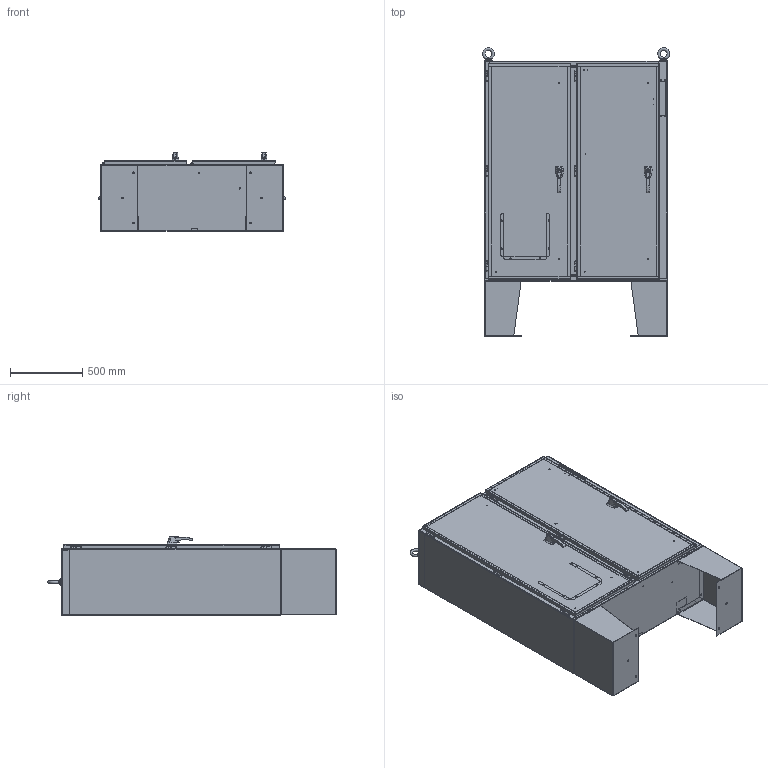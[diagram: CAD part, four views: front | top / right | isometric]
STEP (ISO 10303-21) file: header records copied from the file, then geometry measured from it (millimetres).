
FILE_DESCRIPTION (( 'STEP AP214' ), '1' );
FILE_NAME ('2UD605018FFTC.STEP', '2019-07-18T18:06:37', ( '' ), ( '' ), 'SwSTEP 2.0', 'SolidWorks 2018', '' );
FILE_SCHEMA (( 'AUTOMOTIVE_DESIGN' ));
Length unit declared in the file: inch
Products named in the file (1): 2UD605018FFTC
Bounding box: 1298.41 x 2001.38 x 545.22 mm (x, y, z)
Volume: 62693498.8 mm3; surface area: 22135001.6 mm2
Topology: 204 solids, 204 shells, 3153 faces, 7481 edges, 4807 vertices
Faces by surface type: plane 1855, cylinder 928, bspline 220, cone 139, torus 11
Full cylindrical faces by diameter (mm): 3.68 x4, 3.81 x4, 4.249 x2, 4.394 x2, 4.75 x5, 4.775 x4, 4.928 x1, 4.976 x11, 4.978 x3, 5.08 x2, 5.105 x6, 5.842 x2, 5.893 x2, 5.918 x2, 6.248 x8, 6.35 x49, 6.477 x5, 6.528 x10, 6.731 x2, 6.756 x3, 7.112 x10, 7.137 x19, 7.163 x4, 7.366 x2, 7.442 x6, 7.805 x11, 7.937 x6, 7.95 x16, 8.128 x2, 8.255 x2
Entity records: 153089 total; most frequent: CARTESIAN_POINT 40896, DIRECTION 13786, ORIENTED_EDGE 13696, EDGE_CURVE 6848, AXIS2_PLACEMENT_3D 4896, VERTEX_POINT 4752, EDGE_LOOP 4214, LINE 3994
